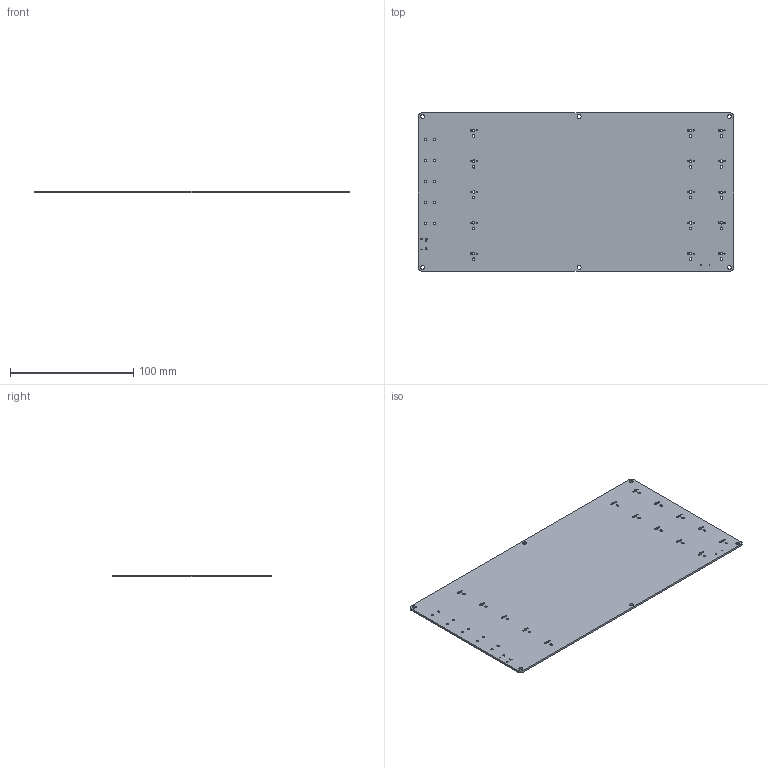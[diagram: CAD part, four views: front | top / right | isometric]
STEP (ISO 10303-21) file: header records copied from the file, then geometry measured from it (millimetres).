
FILE_DESCRIPTION(('KiCad electronic assembly'),'2;1');
FILE_NAME('Matrix_V2_Base.step','2023-03-16T10:40:43',('Pcbnew'),( 'Kicad'),'Open CASCADE STEP processor 7.6','KiCad to STEP converter' ,'Unknown');
FILE_SCHEMA(('AUTOMOTIVE_DESIGN { 1 0 10303 214 1 1 1 1 }'));
Length unit declared in the file: millimetre
Products named in the file (2): Matrix_V2_Base 1; Matrix_V2_Base PCB
Assembly tree (1 placements, depth 2):
  Matrix_V2_Base 1
    Matrix_V2_Base PCB
Bounding box: 256 x 128.5 x 1.6 mm (x, y, z)
Volume: 52292.8 mm3; surface area: 67291.5 mm2
Topology: 1 solids, 1 shells, 151 faces, 447 edges, 298 vertices
Faces by surface type: cylinder 107, plane 44
Full cylindrical faces by diameter (mm): 0.65 x2, 0.7 x2, 1 x15, 1.3 x15, 1.8 x10, 2.05 x15, 3.2 x6
Entity records: 11349 total; most frequent: DIRECTION 1861, CARTESIAN_POINT 1792, LINE 913, VECTOR 913, ORIENTED_EDGE 894, PCURVE 894, DEFINITIONAL_REPRESENTATION 894, EDGE_CURVE 447
